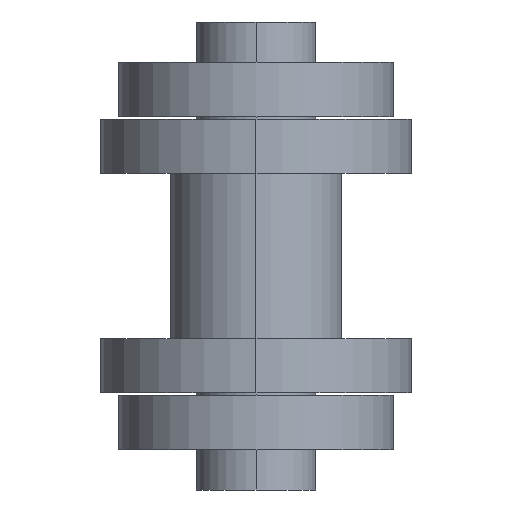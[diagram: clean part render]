
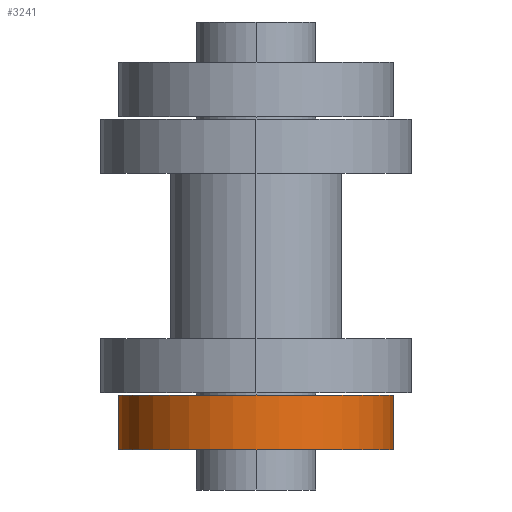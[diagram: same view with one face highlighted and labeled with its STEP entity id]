
A CAD part, left-side view. The second image highlights one B-rep face of the part: STEP entity #3241.
In plain terms, the highlighted cylindrical face has radius 2.638 mm (diameter 5.275 mm), a partial arc.
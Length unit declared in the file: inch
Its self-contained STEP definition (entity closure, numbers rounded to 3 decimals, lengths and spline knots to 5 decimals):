
#44 = VERTEX_POINT ( 'NONE', #3059 ) ;
#122 = EDGE_CURVE ( 'NONE', #385, #44, #2134, .T. ) ;
#232 = ORIENTED_EDGE ( 'NONE', *, *, #1979, .T. ) ;
#385 = VERTEX_POINT ( 'NONE', #3508 ) ;
#418 = CARTESIAN_POINT ( 'NONE',  ( -0.22023, -0.09948, 0. ) ) ;
#687 = DIRECTION ( 'NONE',  ( 0., 0., 1. ) ) ;
#715 = ORIENTED_EDGE ( 'NONE', *, *, #122, .F. ) ;
#731 = AXIS2_PLACEMENT_3D ( 'NONE', #2932, #1742, #3754 ) ;
#950 = EDGE_CURVE ( 'NONE', #1389, #3651, #3559, .T. ) ;
#1224 = CARTESIAN_POINT ( 'NONE',  ( -0.25, 0., 0. ) ) ;
#1228 = DIRECTION ( 'NONE',  ( 0., 0., 1. ) ) ;
#1389 = VERTEX_POINT ( 'NONE', #1647 ) ;
#1472 = AXIS2_PLACEMENT_3D ( 'NONE', #2460, #1228, #2108 ) ;
#1494 = CIRCLE ( 'NONE', #3209, 0.10384 ) ;
#1576 = FACE_OUTER_BOUND ( 'NONE', #2969, .T. ) ;
#1592 = CIRCLE ( 'NONE', #731, 0.10384 ) ;
#1593 = ORIENTED_EDGE ( 'NONE', *, *, #950, .T. ) ;
#1647 = CARTESIAN_POINT ( 'NONE',  ( -0.22023, -0.09948, 0. ) ) ;
#1742 = DIRECTION ( 'NONE',  ( 0., 0., 1. ) ) ;
#1954 = VECTOR ( 'NONE', #2484, 39.37008 ) ;
#1979 = EDGE_CURVE ( 'NONE', #385, #1389, #1494, .T. ) ;
#2108 = DIRECTION ( 'NONE',  ( 1., 0., 0. ) ) ;
#2134 = LINE ( 'NONE', #3095, #1954 ) ;
#2343 = ORIENTED_EDGE ( 'NONE', *, *, #3098, .F. ) ;
#2419 = CARTESIAN_POINT ( 'NONE',  ( -0.22023, -0.09948, 0.041 ) ) ;
#2460 = CARTESIAN_POINT ( 'NONE',  ( -0.25, 0., 0. ) ) ;
#2480 = VECTOR ( 'NONE', #687, 39.37008 ) ;
#2484 = DIRECTION ( 'NONE',  ( 0., 0., 1. ) ) ;
#2913 = DIRECTION ( 'NONE',  ( 1., 0., 0. ) ) ;
#2932 = CARTESIAN_POINT ( 'NONE',  ( -0.25, 0., 0.041 ) ) ;
#2969 = EDGE_LOOP ( 'NONE', ( #2343, #715, #232, #1593 ) ) ;
#3059 = CARTESIAN_POINT ( 'NONE',  ( -0.22023, 0.09948, 0.041 ) ) ;
#3095 = CARTESIAN_POINT ( 'NONE',  ( -0.22023, 0.09948, 0. ) ) ;
#3098 = EDGE_CURVE ( 'NONE', #44, #3651, #1592, .T. ) ;
#3209 = AXIS2_PLACEMENT_3D ( 'NONE', #1224, #3220, #2913 ) ;
#3220 = DIRECTION ( 'NONE',  ( 0., 0., 1. ) ) ;
#3241 = ADVANCED_FACE ( 'NONE', ( #1576 ), #3640, .T. ) ;
#3508 = CARTESIAN_POINT ( 'NONE',  ( -0.22023, 0.09948, 0. ) ) ;
#3559 = LINE ( 'NONE', #418, #2480 ) ;
#3640 = CYLINDRICAL_SURFACE ( 'NONE', #1472, 0.10384 ) ;
#3651 = VERTEX_POINT ( 'NONE', #2419 ) ;
#3754 = DIRECTION ( 'NONE',  ( 1., 0., 0. ) ) ;
